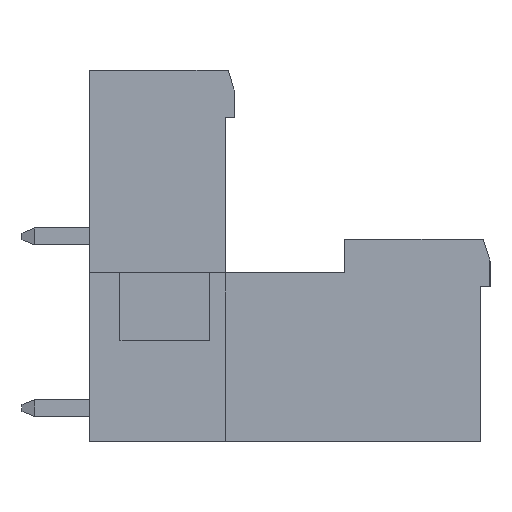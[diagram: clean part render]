
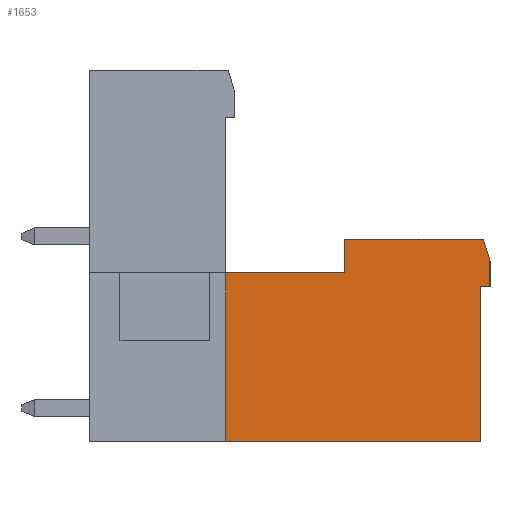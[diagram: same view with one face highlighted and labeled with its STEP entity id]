
A CAD part, left-side view. The second image highlights one B-rep face of the part: STEP entity #1653.
In plain terms, the highlighted planar face has unit normal (-1, 0, 0).
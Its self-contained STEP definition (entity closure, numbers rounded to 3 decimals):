
#1653 = ADVANCED_FACE( '', ( #3441 ), #3442, .F. );
#3441 = FACE_OUTER_BOUND( '', #5405, .T. );
#3442 = PLANE( '', #5406 );
#5405 = EDGE_LOOP( '', ( #10288, #10289, #10290, #10291, #10292, #10293, #10294, #10295, #10296 ) );
#5406 = AXIS2_PLACEMENT_3D( '', #10297, #10298, #10299 );
#10288 = ORIENTED_EDGE( '', *, *, #14237, .F. );
#10289 = ORIENTED_EDGE( '', *, *, #13810, .T. );
#10290 = ORIENTED_EDGE( '', *, *, #13652, .F. );
#10291 = ORIENTED_EDGE( '', *, *, #13162, .F. );
#10292 = ORIENTED_EDGE( '', *, *, #14238, .F. );
#10293 = ORIENTED_EDGE( '', *, *, #13604, .F. );
#10294 = ORIENTED_EDGE( '', *, *, #12286, .T. );
#10295 = ORIENTED_EDGE( '', *, *, #14239, .T. );
#10296 = ORIENTED_EDGE( '', *, *, #14240, .T. );
#10297 = CARTESIAN_POINT( '', ( -18.78, -4.3, 1. ) );
#10298 = DIRECTION( '', ( 1., 0., 0. ) );
#10299 = DIRECTION( '', ( 0., 0., -1. ) );
#12286 = EDGE_CURVE( '', #14793, #14791, #14794, .T. );
#13162 = EDGE_CURVE( '', #16285, #16286, #16287, .T. );
#13604 = EDGE_CURVE( '', #14793, #16978, #16979, .T. );
#13652 = EDGE_CURVE( '', #16286, #17053, #17054, .T. );
#13810 = EDGE_CURVE( '', #17276, #17053, #17277, .T. );
#14237 = EDGE_CURVE( '', #17276, #17818, #17819, .T. );
#14238 = EDGE_CURVE( '', #16978, #16285, #17820, .T. );
#14239 = EDGE_CURVE( '', #14791, #17821, #17822, .T. );
#14240 = EDGE_CURVE( '', #17821, #17818, #17823, .T. );
#14791 = VERTEX_POINT( '', #18481 );
#14793 = VERTEX_POINT( '', #18484 );
#14794 = LINE( '', #18485, #18486 );
#16285 = VERTEX_POINT( '', #20622 );
#16286 = VERTEX_POINT( '', #20623 );
#16287 = LINE( '', #20624, #20625 );
#16978 = VERTEX_POINT( '', #21683 );
#16979 = LINE( '', #21684, #21685 );
#17053 = VERTEX_POINT( '', #21798 );
#17054 = LINE( '', #21799, #21800 );
#17276 = VERTEX_POINT( '', #22131 );
#17277 = LINE( '', #22132, #22133 );
#17818 = VERTEX_POINT( '', #22917 );
#17819 = LINE( '', #22918, #22919 );
#17820 = LINE( '', #22920, #22921 );
#17821 = VERTEX_POINT( '', #22922 );
#17822 = LINE( '', #22923, #22924 );
#17823 = LINE( '', #22925, #22926 );
#18481 = CARTESIAN_POINT( '', ( -18.78, -18.85, -11. ) );
#18484 = CARTESIAN_POINT( '', ( -18.78, -3.75, -11. ) );
#18485 = CARTESIAN_POINT( '', ( -18.78, -4.3, -11. ) );
#18486 = VECTOR( '', #23551, 1000. );
#20622 = CARTESIAN_POINT( '', ( -18.78, -10.8, -1. ) );
#20623 = CARTESIAN_POINT( '', ( -18.78, -10.8, 1. ) );
#20624 = CARTESIAN_POINT( '', ( -18.78, -10.8, 1. ) );
#20625 = VECTOR( '', #24443, 1000. );
#21683 = CARTESIAN_POINT( '', ( -18.78, -3.75, -1. ) );
#21684 = CARTESIAN_POINT( '', ( -18.78, -3.75, -56.56 ) );
#21685 = VECTOR( '', #24868, 1000. );
#21798 = CARTESIAN_POINT( '', ( -18.78, -19., 1. ) );
#21799 = CARTESIAN_POINT( '', ( -18.78, -4.3, 1. ) );
#21800 = VECTOR( '', #24914, 1000. );
#22131 = CARTESIAN_POINT( '', ( -18.78, -19.4, -0.3 ) );
#22132 = CARTESIAN_POINT( '', ( -18.78, -19., 1. ) );
#22133 = VECTOR( '', #25063, 1000. );
#22917 = CARTESIAN_POINT( '', ( -18.78, -19.4, -1.8 ) );
#22918 = CARTESIAN_POINT( '', ( -18.78, -19.4, 1. ) );
#22919 = VECTOR( '', #25418, 1000. );
#22920 = CARTESIAN_POINT( '', ( -18.78, -4.3, -1. ) );
#22921 = VECTOR( '', #25419, 1000. );
#22922 = CARTESIAN_POINT( '', ( -18.78, -18.85, -1.8 ) );
#22923 = CARTESIAN_POINT( '', ( -18.78, -18.85, -11. ) );
#22924 = VECTOR( '', #25420, 1000. );
#22925 = CARTESIAN_POINT( '', ( -18.78, -18.85, -1.8 ) );
#22926 = VECTOR( '', #25421, 1000. );
#23551 = DIRECTION( '', ( 0., -1., 0. ) );
#24443 = DIRECTION( '', ( 0., 0., 1. ) );
#24868 = DIRECTION( '', ( 0., 0., 1. ) );
#24914 = DIRECTION( '', ( 0., -1., 0. ) );
#25063 = DIRECTION( '', ( 0., 0.294, 0.956 ) );
#25418 = DIRECTION( '', ( 0., 0., -1. ) );
#25419 = DIRECTION( '', ( 0., -1., 0. ) );
#25420 = DIRECTION( '', ( 0., 0., 1. ) );
#25421 = DIRECTION( '', ( 0., -1., 0. ) );
